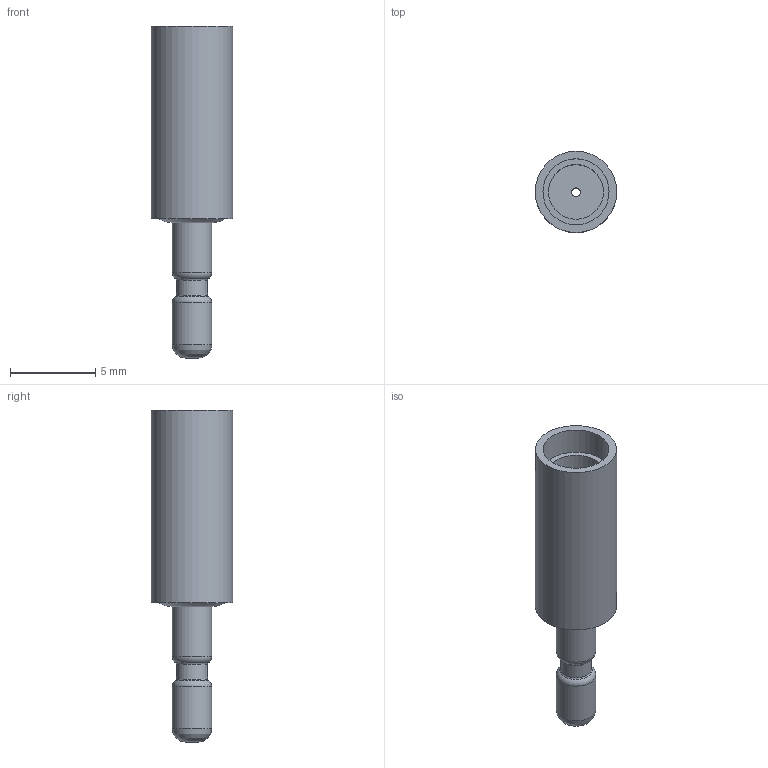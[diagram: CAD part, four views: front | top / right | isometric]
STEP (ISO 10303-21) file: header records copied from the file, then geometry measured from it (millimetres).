
FILE_DESCRIPTION(/* description */ (''),/* implementation_level */ '2;1');
FILE_NAME(/* name */ 'point 091 male pin red.stp',/* time_stamp */ '2013-07-20T20:55:10-04:00',/* author */ ('Saville'),/* organization */ (''),/* preprocessor_version */ 'ST-DEVELOPER v15.2',/* originating_system */ 'Autodesk Inventor 2014',/* authorisation */ '');
FILE_SCHEMA (('AUTOMOTIVE_DESIGN { 1 0 10303 214 3 1 1 }'));
Length unit declared in the file: inch
Products named in the file (1): point 091 male pin red
Bounding box: 4.76 x 4.76 x 19.44 mm (x, y, z)
Volume: 134.6 mm3; surface area: 625.5 mm2
Topology: 2 solids, 2 shells, 19 faces, 39 edges, 25 vertices
Faces by surface type: cylinder 8, plane 5, torus 4, bspline 2
Full cylindrical faces by diameter (mm): 0.517 x1, 1.816 x1, 2.311 x2, 3.213 x1, 3.873 x2, 4.762 x1
Entity records: 520 total; most frequent: CARTESIAN_POINT 124, DIRECTION 82, ORIENTED_EDGE 50, AXIS2_PLACEMENT_3D 41, EDGE_LOOP 36, EDGE_CURVE 25, CIRCLE 23, VERTEX_POINT 23
